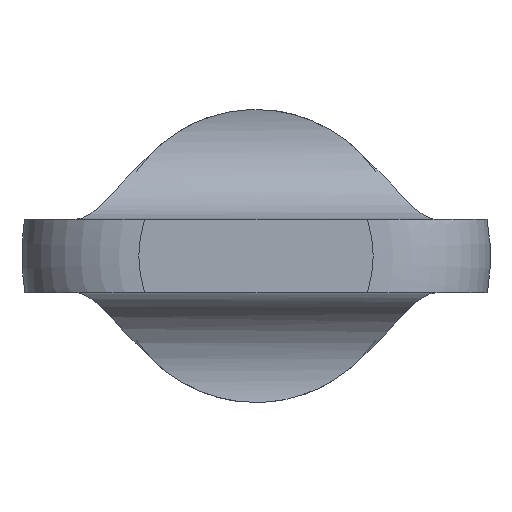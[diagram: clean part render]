
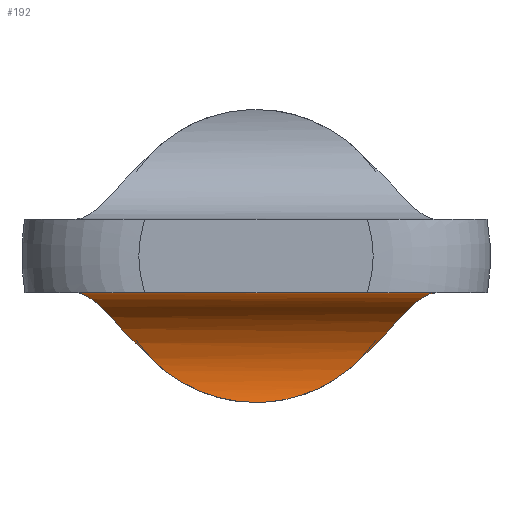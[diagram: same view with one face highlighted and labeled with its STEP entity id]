
A CAD part, left-side view. The second image highlights one B-rep face of the part: STEP entity #192.
In plain terms, the highlighted cylindrical face has radius 3 mm (diameter 6 mm), a partial arc.
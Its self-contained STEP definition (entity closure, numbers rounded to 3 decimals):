
#8 = B_SPLINE_CURVE_WITH_KNOTS ( 'NONE', 3,
 ( #859, #860, #861, #862, #863, #864, #865, #866, #867, #868, #869, #870, #871, #872, #873, #874 ),
 .UNSPECIFIED., .F., .F.,
 ( 4, 2, 2, 2, 2, 2, 2, 4 ),
 ( 0., 0.001, 0.002, 0.002, 0.003, 0.004, 0.004, 0.005 ),
 .UNSPECIFIED. ) ;
#44 = VERTEX_POINT ( 'NONE', #533 ) ;
#45 = VERTEX_POINT ( 'NONE', #534 ) ;
#65 = VERTEX_POINT ( 'NONE', #373 ) ;
#71 = B_SPLINE_CURVE_WITH_KNOTS ( 'NONE', 3,
 ( #410, #411, #412, #413, #414, #415, #416, #417, #418, #419, #420, #421, #422, #423 ),
 .UNSPECIFIED., .F., .F.,
 ( 4, 2, 2, 2, 2, 2, 4 ),
 ( 0., 0.001, 0.002, 0.003, 0.004, 0.004, 0.005 ),
 .UNSPECIFIED. ) ;
#94 = AXIS2_PLACEMENT_3D ( 'NONE', #512, #846, #847 ) ;
#110 = VECTOR ( 'NONE', #485, 1000. ) ;
#123 = EDGE_LOOP ( 'NONE', ( #673, #674, #675, #677, #678 ) ) ;
#175 = EDGE_CURVE ( 'NONE', #65, #696, #71, .T. ) ;
#181 = EDGE_CURVE ( 'NONE', #65, #706, #302, .T. ) ;
#192 = ADVANCED_FACE ( 'NONE', ( #314 ), #315, .F. ) ;
#196 = EDGE_CURVE ( 'NONE', #44, #706, #8, .T. ) ;
#201 = EDGE_CURVE ( 'NONE', #45, #44, #515, .T. ) ;
#240 = EDGE_CURVE ( 'NONE', #696, #45, #520, .T. ) ;
#302 = LINE ( 'NONE', #484, #110 ) ;
#314 = FACE_OUTER_BOUND ( 'NONE', #123, .T. ) ;
#315 = CYLINDRICAL_SURFACE ( 'NONE', #94, 3. ) ;
#373 = CARTESIAN_POINT ( 'NONE',  ( -5.405, -6.188, -1.25 ) ) ;
#410 = CARTESIAN_POINT ( 'NONE',  ( -5.405, -6.188, -1.25 ) ) ;
#411 = CARTESIAN_POINT ( 'NONE',  ( -5.04, -6.02, -1.25 ) ) ;
#412 = CARTESIAN_POINT ( 'NONE',  ( -4.691, -5.846, -1.315 ) ) ;
#413 = CARTESIAN_POINT ( 'NONE',  ( -4.027, -5.474, -1.562 ) ) ;
#414 = CARTESIAN_POINT ( 'NONE',  ( -3.727, -5.282, -1.74 ) ) ;
#415 = CARTESIAN_POINT ( 'NONE',  ( -3.338, -4.967, -2.069 ) ) ;
#416 = CARTESIAN_POINT ( 'NONE',  ( -3.22, -4.858, -2.188 ) ) ;
#417 = CARTESIAN_POINT ( 'NONE',  ( -3.01, -4.631, -2.436 ) ) ;
#418 = CARTESIAN_POINT ( 'NONE',  ( -2.917, -4.513, -2.566 ) ) ;
#419 = CARTESIAN_POINT ( 'NONE',  ( -2.757, -4.265, -2.832 ) ) ;
#420 = CARTESIAN_POINT ( 'NONE',  ( -2.689, -4.133, -2.968 ) ) ;
#421 = CARTESIAN_POINT ( 'NONE',  ( -2.577, -3.861, -3.237 ) ) ;
#422 = CARTESIAN_POINT ( 'NONE',  ( -2.534, -3.719, -3.37 ) ) ;
#423 = CARTESIAN_POINT ( 'NONE',  ( -2.5, -3.571, -3.5 ) ) ;
#484 = CARTESIAN_POINT ( 'NONE',  ( -5.405, -8., -1.25 ) ) ;
#485 = DIRECTION ( 'NONE',  ( 0., 1., 0. ) ) ;
#512 = CARTESIAN_POINT ( 'NONE',  ( -5.405, -8., -4.25 ) ) ;
#515 = B_SPLINE_CURVE_WITH_KNOTS ( 'NONE', 3,
 ( #898, #899, #900, #901, #902, #903, #904, #905, #906, #907 ),
 .UNSPECIFIED., .F., .F.,
 ( 4, 2, 2, 2, 4 ),
 ( 0.004, 0.005, 0.006, 0.007, 0.008 ),
 .UNSPECIFIED. ) ;
#520 = B_SPLINE_CURVE_WITH_KNOTS ( 'NONE', 3,
 ( #799, #800, #801, #802, #803, #804, #805, #806, #807, #808 ),
 .UNSPECIFIED., .F., .F.,
 ( 4, 2, 2, 2, 4 ),
 ( 0., 0.001, 0.002, 0.003, 0.004 ),
 .UNSPECIFIED. ) ;
#533 = CARTESIAN_POINT ( 'NONE',  ( -2.5, 3.571, -3.5 ) ) ;
#534 = CARTESIAN_POINT ( 'NONE',  ( -2.5, 0., -5. ) ) ;
#673 = ORIENTED_EDGE ( 'NONE', *, *, #240, .F. ) ;
#674 = ORIENTED_EDGE ( 'NONE', *, *, #175, .F. ) ;
#675 = ORIENTED_EDGE ( 'NONE', *, *, #181, .T. ) ;
#677 = ORIENTED_EDGE ( 'NONE', *, *, #196, .F. ) ;
#678 = ORIENTED_EDGE ( 'NONE', *, *, #201, .F. ) ;
#696 = VERTEX_POINT ( 'NONE', #810 ) ;
#706 = VERTEX_POINT ( 'NONE', #820 ) ;
#799 = CARTESIAN_POINT ( 'NONE',  ( -2.5, -3.571, -3.5 ) ) ;
#800 = CARTESIAN_POINT ( 'NONE',  ( -2.439, -3.339, -3.736 ) ) ;
#801 = CARTESIAN_POINT ( 'NONE',  ( -2.414, -3.086, -3.948 ) ) ;
#802 = CARTESIAN_POINT ( 'NONE',  ( -2.4, -2.54, -4.319 ) ) ;
#803 = CARTESIAN_POINT ( 'NONE',  ( -2.411, -2.244, -4.481 ) ) ;
#804 = CARTESIAN_POINT ( 'NONE',  ( -2.442, -1.632, -4.738 ) ) ;
#805 = CARTESIAN_POINT ( 'NONE',  ( -2.462, -1.314, -4.836 ) ) ;
#806 = CARTESIAN_POINT ( 'NONE',  ( -2.491, -0.659, -4.968 ) ) ;
#807 = CARTESIAN_POINT ( 'NONE',  ( -2.5, -0.33, -5. ) ) ;
#808 = CARTESIAN_POINT ( 'NONE',  ( -2.5, 0., -5. ) ) ;
#810 = CARTESIAN_POINT ( 'NONE',  ( -2.5, -3.571, -3.5 ) ) ;
#820 = CARTESIAN_POINT ( 'NONE',  ( -5.405, 6.188, -1.25 ) ) ;
#846 = DIRECTION ( 'NONE',  ( 0., 1., 0. ) ) ;
#847 = DIRECTION ( 'NONE',  ( 0., 0., 1. ) ) ;
#859 = CARTESIAN_POINT ( 'NONE',  ( -2.5, 3.571, -3.5 ) ) ;
#860 = CARTESIAN_POINT ( 'NONE',  ( -2.567, 3.868, -3.24 ) ) ;
#861 = CARTESIAN_POINT ( 'NONE',  ( -2.675, 4.136, -2.969 ) ) ;
#862 = CARTESIAN_POINT ( 'NONE',  ( -2.914, 4.509, -2.57 ) ) ;
#863 = CARTESIAN_POINT ( 'NONE',  ( -3.008, 4.63, -2.438 ) ) ;
#864 = CARTESIAN_POINT ( 'NONE',  ( -3.219, 4.857, -2.189 ) ) ;
#865 = CARTESIAN_POINT ( 'NONE',  ( -3.336, 4.965, -2.071 ) ) ;
#866 = CARTESIAN_POINT ( 'NONE',  ( -3.592, 5.173, -1.854 ) ) ;
#867 = CARTESIAN_POINT ( 'NONE',  ( -3.731, 5.273, -1.754 ) ) ;
#868 = CARTESIAN_POINT ( 'NONE',  ( -4.032, 5.471, -1.577 ) ) ;
#869 = CARTESIAN_POINT ( 'NONE',  ( -4.19, 5.566, -1.501 ) ) ;
#870 = CARTESIAN_POINT ( 'NONE',  ( -4.519, 5.75, -1.378 ) ) ;
#871 = CARTESIAN_POINT ( 'NONE',  ( -4.689, 5.84, -1.331 ) ) ;
#872 = CARTESIAN_POINT ( 'NONE',  ( -5.04, 6.016, -1.267 ) ) ;
#873 = CARTESIAN_POINT ( 'NONE',  ( -5.222, 6.104, -1.25 ) ) ;
#874 = CARTESIAN_POINT ( 'NONE',  ( -5.405, 6.188, -1.25 ) ) ;
#898 = CARTESIAN_POINT ( 'NONE',  ( -2.5, 0., -5. ) ) ;
#899 = CARTESIAN_POINT ( 'NONE',  ( -2.5, 0.33, -5. ) ) ;
#900 = CARTESIAN_POINT ( 'NONE',  ( -2.491, 0.665, -4.967 ) ) ;
#901 = CARTESIAN_POINT ( 'NONE',  ( -2.462, 1.314, -4.836 ) ) ;
#902 = CARTESIAN_POINT ( 'NONE',  ( -2.442, 1.629, -4.739 ) ) ;
#903 = CARTESIAN_POINT ( 'NONE',  ( -2.411, 2.241, -4.482 ) ) ;
#904 = CARTESIAN_POINT ( 'NONE',  ( -2.4, 2.536, -4.322 ) ) ;
#905 = CARTESIAN_POINT ( 'NONE',  ( -2.414, 3.083, -3.95 ) ) ;
#906 = CARTESIAN_POINT ( 'NONE',  ( -2.439, 3.34, -3.736 ) ) ;
#907 = CARTESIAN_POINT ( 'NONE',  ( -2.5, 3.571, -3.5 ) ) ;
